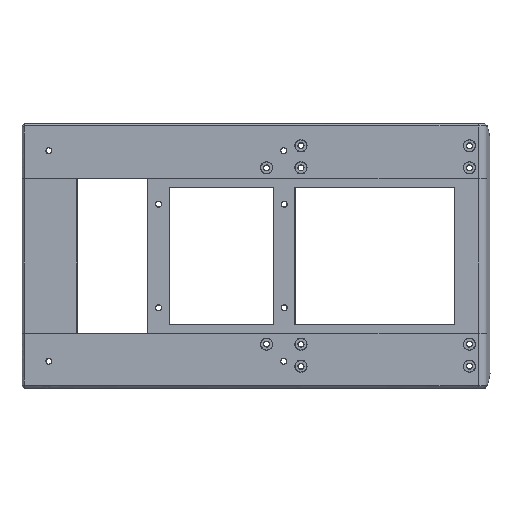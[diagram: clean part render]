
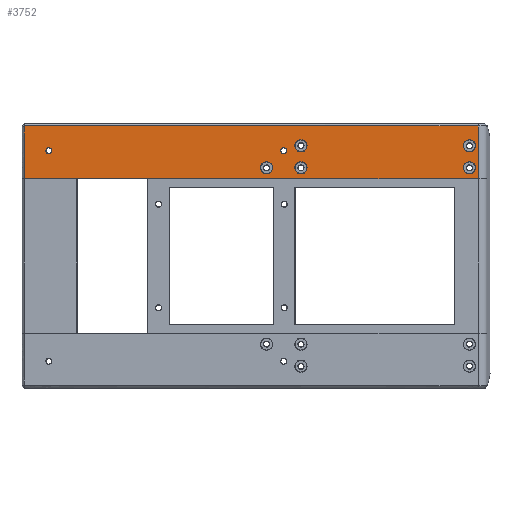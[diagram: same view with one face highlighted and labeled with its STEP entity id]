
A CAD part, top view. The second image highlights one B-rep face of the part: STEP entity #3752.
In plain terms, the highlighted planar face has unit normal (0, 0, 1).
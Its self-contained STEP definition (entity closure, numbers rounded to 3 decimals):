
#3597=CARTESIAN_POINT('',(-111.449,-819.81,120.344));
#3598=DIRECTION('',(0.,0.,-1.));
#3599=DIRECTION('',(-0.,1.,0.));
#3600=AXIS2_PLACEMENT_3D('',#3597,#3598,#3599);
#3601=PLANE('',#3600);
#3602=CARTESIAN_POINT('',(35.788,-820.335,120.344));
#3603=VERTEX_POINT('',#3602);
#3604=CARTESIAN_POINT('',(35.788,-817.56,120.344));
#3605=DIRECTION('',(-0.,-0.,-1.));
#3606=DIRECTION('',(0.,-1.,0.));
#3607=AXIS2_PLACEMENT_3D('',#3604,#3605,#3606);
#3608=CIRCLE('',#3607,2.775);
#3609=EDGE_CURVE('',#3603,#3603,#3608,.T.);
#3610=ORIENTED_EDGE('',*,*,#3609,.T.);
#3611=EDGE_LOOP('',(#3610));
#3612=FACE_BOUND('',#3611,.T.);
#3613=CARTESIAN_POINT('',(35.788,-810.335,120.344));
#3614=VERTEX_POINT('',#3613);
#3615=CARTESIAN_POINT('',(35.788,-807.56,120.344));
#3616=DIRECTION('',(-0.,-0.,-1.));
#3617=DIRECTION('',(0.,-1.,0.));
#3618=AXIS2_PLACEMENT_3D('',#3615,#3616,#3617);
#3619=CIRCLE('',#3618,2.775);
#3620=EDGE_CURVE('',#3614,#3614,#3619,.T.);
#3621=ORIENTED_EDGE('',*,*,#3620,.T.);
#3622=EDGE_LOOP('',(#3621));
#3623=FACE_BOUND('',#3622,.T.);
#3624=CARTESIAN_POINT('',(-56.267,-820.335,120.344));
#3625=VERTEX_POINT('',#3624);
#3626=CARTESIAN_POINT('',(-56.267,-817.56,120.344));
#3627=DIRECTION('',(-0.,-0.,-1.));
#3628=DIRECTION('',(0.,-1.,0.));
#3629=AXIS2_PLACEMENT_3D('',#3626,#3627,#3628);
#3630=CIRCLE('',#3629,2.775);
#3631=EDGE_CURVE('',#3625,#3625,#3630,.T.);
#3632=ORIENTED_EDGE('',*,*,#3631,.T.);
#3633=EDGE_LOOP('',(#3632));
#3634=FACE_BOUND('',#3633,.T.);
#3635=CARTESIAN_POINT('',(-40.655,-810.335,120.344));
#3636=VERTEX_POINT('',#3635);
#3637=CARTESIAN_POINT('',(-40.655,-807.56,120.344));
#3638=DIRECTION('',(-0.,-0.,-1.));
#3639=DIRECTION('',(0.,-1.,0.));
#3640=AXIS2_PLACEMENT_3D('',#3637,#3638,#3639);
#3641=CIRCLE('',#3640,2.775);
#3642=EDGE_CURVE('',#3636,#3636,#3641,.T.);
#3643=ORIENTED_EDGE('',*,*,#3642,.T.);
#3644=EDGE_LOOP('',(#3643));
#3645=FACE_BOUND('',#3644,.T.);
#3646=CARTESIAN_POINT('',(-40.655,-820.335,120.344));
#3647=VERTEX_POINT('',#3646);
#3648=CARTESIAN_POINT('',(-40.655,-817.56,120.344));
#3649=DIRECTION('',(-0.,-0.,-1.));
#3650=DIRECTION('',(0.,-1.,0.));
#3651=AXIS2_PLACEMENT_3D('',#3648,#3649,#3650);
#3652=CIRCLE('',#3651,2.775);
#3653=EDGE_CURVE('',#3647,#3647,#3652,.T.);
#3654=ORIENTED_EDGE('',*,*,#3653,.T.);
#3655=EDGE_LOOP('',(#3654));
#3656=FACE_BOUND('',#3655,.T.);
#3657=CARTESIAN_POINT('',(-48.488,-811.156,120.344));
#3658=VERTEX_POINT('',#3657);
#3659=CARTESIAN_POINT('',(-48.488,-809.781,120.344));
#3660=DIRECTION('',(-0.,-0.,-1.));
#3661=DIRECTION('',(0.,-1.,0.));
#3662=AXIS2_PLACEMENT_3D('',#3659,#3660,#3661);
#3663=CIRCLE('',#3662,1.375);
#3664=EDGE_CURVE('',#3658,#3658,#3663,.T.);
#3665=ORIENTED_EDGE('',*,*,#3664,.T.);
#3666=EDGE_LOOP('',(#3665));
#3667=FACE_BOUND('',#3666,.T.);
#3668=CARTESIAN_POINT('',(-155.045,-811.156,120.344));
#3669=VERTEX_POINT('',#3668);
#3670=CARTESIAN_POINT('',(-155.045,-809.781,120.344));
#3671=DIRECTION('',(-0.,-0.,-1.));
#3672=DIRECTION('',(0.,-1.,0.));
#3673=AXIS2_PLACEMENT_3D('',#3670,#3671,#3672);
#3674=CIRCLE('',#3673,1.375);
#3675=EDGE_CURVE('',#3669,#3669,#3674,.T.);
#3676=ORIENTED_EDGE('',*,*,#3675,.T.);
#3677=EDGE_LOOP('',(#3676));
#3678=FACE_BOUND('',#3677,.T.);
#3679=CARTESIAN_POINT('',(-142.367,-822.46,120.344));
#3680=VERTEX_POINT('',#3679);
#3681=CARTESIAN_POINT('',(-110.167,-822.46,120.344));
#3682=VERTEX_POINT('',#3681);
#3683=CARTESIAN_POINT('',(-142.367,-822.46,120.344));
#3684=DIRECTION('',(1.,0.,0.));
#3685=VECTOR('',#3684,32.2);
#3686=LINE('',#3683,#3685);
#3687=EDGE_CURVE('',#3680,#3682,#3686,.T.);
#3688=ORIENTED_EDGE('',*,*,#3687,.T.);
#3689=CARTESIAN_POINT('',(-110.167,-822.56,120.344));
#3690=VERTEX_POINT('',#3689);
#3691=CARTESIAN_POINT('',(-110.167,-822.46,120.344));
#3692=DIRECTION('',(0.,-1.,-0.));
#3693=VECTOR('',#3692,0.1);
#3694=LINE('',#3691,#3693);
#3695=EDGE_CURVE('',#3682,#3690,#3694,.T.);
#3696=ORIENTED_EDGE('',*,*,#3695,.T.);
#3697=CARTESIAN_POINT('',(39.726,-822.56,120.344));
#3698=VERTEX_POINT('',#3697);
#3699=CARTESIAN_POINT('',(-110.167,-822.56,120.344));
#3700=DIRECTION('',(1.,0.,0.));
#3701=VECTOR('',#3700,149.893);
#3702=LINE('',#3699,#3701);
#3703=EDGE_CURVE('',#3690,#3698,#3702,.T.);
#3704=ORIENTED_EDGE('',*,*,#3703,.T.);
#3705=CARTESIAN_POINT('',(39.726,-798.56,120.344));
#3706=VERTEX_POINT('',#3705);
#3707=CARTESIAN_POINT('',(39.726,-822.56,120.344));
#3708=DIRECTION('',(-0.,1.,0.));
#3709=VECTOR('',#3708,24.);
#3710=LINE('',#3707,#3709);
#3711=EDGE_CURVE('',#3698,#3706,#3710,.T.);
#3712=ORIENTED_EDGE('',*,*,#3711,.T.);
#3713=CARTESIAN_POINT('',(-165.852,-798.56,120.344));
#3714=VERTEX_POINT('',#3713);
#3715=CARTESIAN_POINT('',(39.726,-798.56,120.344));
#3716=DIRECTION('',(-1.,-0.,-0.));
#3717=VECTOR('',#3716,205.578);
#3718=LINE('',#3715,#3717);
#3719=EDGE_CURVE('',#3706,#3714,#3718,.T.);
#3720=ORIENTED_EDGE('',*,*,#3719,.T.);
#3721=CARTESIAN_POINT('',(-166.267,-798.974,120.344));
#3722=VERTEX_POINT('',#3721);
#3723=CARTESIAN_POINT('',(-165.852,-798.56,120.344));
#3724=DIRECTION('',(-0.707,-0.707,0.));
#3725=VECTOR('',#3724,0.586);
#3726=LINE('',#3723,#3725);
#3727=EDGE_CURVE('',#3714,#3722,#3726,.T.);
#3728=ORIENTED_EDGE('',*,*,#3727,.T.);
#3729=CARTESIAN_POINT('',(-166.267,-822.56,120.344));
#3730=VERTEX_POINT('',#3729);
#3731=CARTESIAN_POINT('',(-166.267,-798.974,120.344));
#3732=DIRECTION('',(0.,-1.,-0.));
#3733=VECTOR('',#3732,23.586);
#3734=LINE('',#3731,#3733);
#3735=EDGE_CURVE('',#3722,#3730,#3734,.T.);
#3736=ORIENTED_EDGE('',*,*,#3735,.T.);
#3737=CARTESIAN_POINT('',(-142.367,-822.56,120.344));
#3738=VERTEX_POINT('',#3737);
#3739=CARTESIAN_POINT('',(-166.267,-822.56,120.344));
#3740=CARTESIAN_POINT('',(-142.367,-822.56,120.344));
#3741=B_SPLINE_CURVE_WITH_KNOTS('',1,(#3739,#3740),.UNSPECIFIED.,.F.,.F.,(2,2),(0.,23.9),.UNSPECIFIED.);
#3742=EDGE_CURVE('',#3730,#3738,#3741,.T.);
#3743=ORIENTED_EDGE('',*,*,#3742,.T.);
#3744=CARTESIAN_POINT('',(-142.367,-822.56,120.344));
#3745=DIRECTION('',(-0.,1.,0.));
#3746=VECTOR('',#3745,0.1);
#3747=LINE('',#3744,#3746);
#3748=EDGE_CURVE('',#3738,#3680,#3747,.T.);
#3749=ORIENTED_EDGE('',*,*,#3748,.T.);
#3750=EDGE_LOOP('',(#3688,#3696,#3704,#3712,#3720,#3728,#3736,#3743,#3749));
#3751=FACE_BOUND('',#3750,.T.);
#3752=ADVANCED_FACE('',(#3612,#3623,#3634,#3645,#3656,#3667,#3678,#3751),#3601,.F.);
